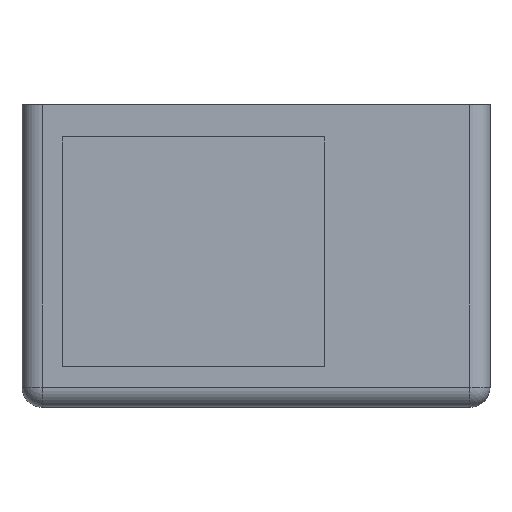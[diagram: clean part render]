
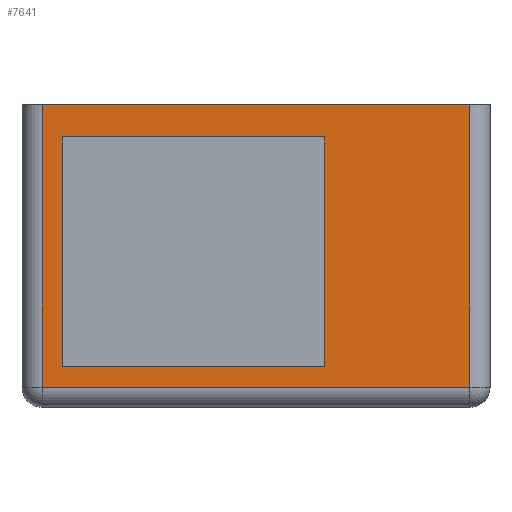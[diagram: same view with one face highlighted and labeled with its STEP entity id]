
A CAD part, left-side view. The second image highlights one B-rep face of the part: STEP entity #7641.
In plain terms, the highlighted planar face has unit normal (-1, 0, 0).
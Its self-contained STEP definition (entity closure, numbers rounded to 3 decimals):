
#2353 = CYLINDRICAL_SURFACE('',#2354,5.);
#2354 = AXIS2_PLACEMENT_3D('',#2355,#2356,#2357);
#2355 = CARTESIAN_POINT('',(0.,106.,0.));
#2356 = DIRECTION('',(0.,0.,1.));
#2357 = DIRECTION('',(0.,-1.,0.));
#2381 = PLANE('',#2382);
#2382 = AXIS2_PLACEMENT_3D('',#2383,#2384,#2385);
#2383 = CARTESIAN_POINT('',(0.,0.,70.));
#2384 = DIRECTION('',(0.,0.,1.));
#2385 = DIRECTION('',(1.,0.,0.));
#3391 = CYLINDRICAL_SURFACE('',#3392,5.);
#3392 = AXIS2_PLACEMENT_3D('',#3393,#3394,#3395);
#3393 = CARTESIAN_POINT('',(0.,0.,0.));
#3394 = DIRECTION('',(0.,0.,1.));
#3395 = DIRECTION('',(0.,1.,0.));
#5367 = VERTEX_POINT('',#5368);
#5368 = CARTESIAN_POINT('',(-5.,106.,70.));
#5394 = EDGE_CURVE('',#5395,#5367,#5397,.T.);
#5395 = VERTEX_POINT('',#5396);
#5396 = CARTESIAN_POINT('',(-5.,106.,0.));
#5397 = SURFACE_CURVE('',#5398,(#5402,#5409),.PCURVE_S1.);
#5398 = LINE('',#5399,#5400);
#5399 = CARTESIAN_POINT('',(-5.,106.,0.));
#5400 = VECTOR('',#5401,1.);
#5401 = DIRECTION('',(0.,0.,1.));
#5402 = PCURVE('',#2353,#5403);
#5403 = DEFINITIONAL_REPRESENTATION('',(#5404),#5408);
#5404 = LINE('',#5405,#5406);
#5405 = CARTESIAN_POINT('',(-1.571,0.));
#5406 = VECTOR('',#5407,1.);
#5407 = DIRECTION('',(-0.,1.));
#5408 = ( GEOMETRIC_REPRESENTATION_CONTEXT(2) 
PARAMETRIC_REPRESENTATION_CONTEXT() REPRESENTATION_CONTEXT('2D SPACE',''
  ) );
#5409 = PCURVE('',#5410,#5415);
#5410 = PLANE('',#5411);
#5411 = AXIS2_PLACEMENT_3D('',#5412,#5413,#5414);
#5412 = CARTESIAN_POINT('',(-5.,0.,0.));
#5413 = DIRECTION('',(1.,0.,0.));
#5414 = DIRECTION('',(0.,0.,1.));
#5415 = DEFINITIONAL_REPRESENTATION('',(#5416),#5420);
#5416 = LINE('',#5417,#5418);
#5417 = CARTESIAN_POINT('',(0.,-106.));
#5418 = VECTOR('',#5419,1.);
#5419 = DIRECTION('',(1.,0.));
#5420 = ( GEOMETRIC_REPRESENTATION_CONTEXT(2) 
PARAMETRIC_REPRESENTATION_CONTEXT() REPRESENTATION_CONTEXT('2D SPACE',''
  ) );
#5595 = EDGE_CURVE('',#5596,#5367,#5598,.T.);
#5596 = VERTEX_POINT('',#5597);
#5597 = CARTESIAN_POINT('',(-5.,0.,70.));
#5598 = SURFACE_CURVE('',#5599,(#5603,#5610),.PCURVE_S1.);
#5599 = LINE('',#5600,#5601);
#5600 = CARTESIAN_POINT('',(-5.,0.,70.));
#5601 = VECTOR('',#5602,1.);
#5602 = DIRECTION('',(0.,1.,0.));
#5603 = PCURVE('',#2381,#5604);
#5604 = DEFINITIONAL_REPRESENTATION('',(#5605),#5609);
#5605 = LINE('',#5606,#5607);
#5606 = CARTESIAN_POINT('',(-5.,0.));
#5607 = VECTOR('',#5608,1.);
#5608 = DIRECTION('',(0.,1.));
#5609 = ( GEOMETRIC_REPRESENTATION_CONTEXT(2) 
PARAMETRIC_REPRESENTATION_CONTEXT() REPRESENTATION_CONTEXT('2D SPACE',''
  ) );
#5610 = PCURVE('',#5410,#5611);
#5611 = DEFINITIONAL_REPRESENTATION('',(#5612),#5616);
#5612 = LINE('',#5613,#5614);
#5613 = CARTESIAN_POINT('',(70.,0.));
#5614 = VECTOR('',#5615,1.);
#5615 = DIRECTION('',(0.,-1.));
#5616 = ( GEOMETRIC_REPRESENTATION_CONTEXT(2) 
PARAMETRIC_REPRESENTATION_CONTEXT() REPRESENTATION_CONTEXT('2D SPACE',''
  ) );
#5948 = PLANE('',#5949);
#5949 = AXIS2_PLACEMENT_3D('',#5950,#5951,#5952);
#5950 = CARTESIAN_POINT('',(32.,101.,5.));
#5951 = DIRECTION('',(0.,0.,1.));
#5952 = DIRECTION('',(0.,-1.,0.));
#5974 = PLANE('',#5975);
#5975 = AXIS2_PLACEMENT_3D('',#5976,#5977,#5978);
#5976 = CARTESIAN_POINT('',(32.,36.,5.));
#5977 = DIRECTION('',(0.,1.,0.));
#5978 = DIRECTION('',(0.,0.,1.));
#6000 = PLANE('',#6001);
#6001 = AXIS2_PLACEMENT_3D('',#6002,#6003,#6004);
#6002 = CARTESIAN_POINT('',(32.,36.,62.));
#6003 = DIRECTION('',(0.,0.,-1.));
#6004 = DIRECTION('',(0.,1.,0.));
#6024 = PLANE('',#6025);
#6025 = AXIS2_PLACEMENT_3D('',#6026,#6027,#6028);
#6026 = CARTESIAN_POINT('',(32.,101.,62.));
#6027 = DIRECTION('',(0.,-1.,0.));
#6028 = DIRECTION('',(0.,0.,-1.));
#6266 = EDGE_CURVE('',#6267,#5596,#6269,.T.);
#6267 = VERTEX_POINT('',#6268);
#6268 = CARTESIAN_POINT('',(-5.,0.,0.));
#6269 = SURFACE_CURVE('',#6270,(#6274,#6281),.PCURVE_S1.);
#6270 = LINE('',#6271,#6272);
#6271 = CARTESIAN_POINT('',(-5.,0.,0.));
#6272 = VECTOR('',#6273,1.);
#6273 = DIRECTION('',(0.,0.,1.));
#6274 = PCURVE('',#3391,#6275);
#6275 = DEFINITIONAL_REPRESENTATION('',(#6276),#6280);
#6276 = LINE('',#6277,#6278);
#6277 = CARTESIAN_POINT('',(1.571,0.));
#6278 = VECTOR('',#6279,1.);
#6279 = DIRECTION('',(0.,1.));
#6280 = ( GEOMETRIC_REPRESENTATION_CONTEXT(2) 
PARAMETRIC_REPRESENTATION_CONTEXT() REPRESENTATION_CONTEXT('2D SPACE',''
  ) );
#6281 = PCURVE('',#5410,#6282);
#6282 = DEFINITIONAL_REPRESENTATION('',(#6283),#6287);
#6283 = LINE('',#6284,#6285);
#6284 = CARTESIAN_POINT('',(0.,0.));
#6285 = VECTOR('',#6286,1.);
#6286 = DIRECTION('',(1.,0.));
#6287 = ( GEOMETRIC_REPRESENTATION_CONTEXT(2) 
PARAMETRIC_REPRESENTATION_CONTEXT() REPRESENTATION_CONTEXT('2D SPACE',''
  ) );
#7641 = ADVANCED_FACE('',(#7642,#7673),#5410,.F.);
#7642 = FACE_BOUND('',#7643,.F.);
#7643 = EDGE_LOOP('',(#7644,#7645,#7646,#7672));
#7644 = ORIENTED_EDGE('',*,*,#5595,.F.);
#7645 = ORIENTED_EDGE('',*,*,#6266,.F.);
#7646 = ORIENTED_EDGE('',*,*,#7647,.T.);
#7647 = EDGE_CURVE('',#6267,#5395,#7648,.T.);
#7648 = SURFACE_CURVE('',#7649,(#7653,#7660),.PCURVE_S1.);
#7649 = LINE('',#7650,#7651);
#7650 = CARTESIAN_POINT('',(-5.,0.,0.));
#7651 = VECTOR('',#7652,1.);
#7652 = DIRECTION('',(0.,1.,0.));
#7653 = PCURVE('',#5410,#7654);
#7654 = DEFINITIONAL_REPRESENTATION('',(#7655),#7659);
#7655 = LINE('',#7656,#7657);
#7656 = CARTESIAN_POINT('',(0.,0.));
#7657 = VECTOR('',#7658,1.);
#7658 = DIRECTION('',(0.,-1.));
#7659 = ( GEOMETRIC_REPRESENTATION_CONTEXT(2) 
PARAMETRIC_REPRESENTATION_CONTEXT() REPRESENTATION_CONTEXT('2D SPACE',''
  ) );
#7660 = PCURVE('',#7661,#7666);
#7661 = CYLINDRICAL_SURFACE('',#7662,5.);
#7662 = AXIS2_PLACEMENT_3D('',#7663,#7664,#7665);
#7663 = CARTESIAN_POINT('',(0.,0.,0.));
#7664 = DIRECTION('',(0.,1.,0.));
#7665 = DIRECTION('',(0.,0.,1.));
#7666 = DEFINITIONAL_REPRESENTATION('',(#7667),#7671);
#7667 = LINE('',#7668,#7669);
#7668 = CARTESIAN_POINT('',(-1.571,0.));
#7669 = VECTOR('',#7670,1.);
#7670 = DIRECTION('',(-0.,1.));
#7671 = ( GEOMETRIC_REPRESENTATION_CONTEXT(2) 
PARAMETRIC_REPRESENTATION_CONTEXT() REPRESENTATION_CONTEXT('2D SPACE',''
  ) );
#7672 = ORIENTED_EDGE('',*,*,#5394,.T.);
#7673 = FACE_BOUND('',#7674,.F.);
#7674 = EDGE_LOOP('',(#7675,#7698,#7719,#7740));
#7675 = ORIENTED_EDGE('',*,*,#7676,.T.);
#7676 = EDGE_CURVE('',#7677,#7679,#7681,.T.);
#7677 = VERTEX_POINT('',#7678);
#7678 = CARTESIAN_POINT('',(-5.,101.,5.));
#7679 = VERTEX_POINT('',#7680);
#7680 = CARTESIAN_POINT('',(-5.,36.,5.));
#7681 = SURFACE_CURVE('',#7682,(#7686,#7692),.PCURVE_S1.);
#7682 = LINE('',#7683,#7684);
#7683 = CARTESIAN_POINT('',(-5.,50.5,5.));
#7684 = VECTOR('',#7685,1.);
#7685 = DIRECTION('',(0.,-1.,0.));
#7686 = PCURVE('',#5410,#7687);
#7687 = DEFINITIONAL_REPRESENTATION('',(#7688),#7691);
#7688 = B_SPLINE_CURVE_WITH_KNOTS('',1,(#7689,#7690),.UNSPECIFIED.,.F.,
  .F.,(2,2),(-57.,21.),.PIECEWISE_BEZIER_KNOTS.);
#7689 = CARTESIAN_POINT('',(5.,-107.5));
#7690 = CARTESIAN_POINT('',(5.,-29.5));
#7691 = ( GEOMETRIC_REPRESENTATION_CONTEXT(2) 
PARAMETRIC_REPRESENTATION_CONTEXT() REPRESENTATION_CONTEXT('2D SPACE',''
  ) );
#7692 = PCURVE('',#5948,#7693);
#7693 = DEFINITIONAL_REPRESENTATION('',(#7694),#7697);
#7694 = B_SPLINE_CURVE_WITH_KNOTS('',1,(#7695,#7696),.UNSPECIFIED.,.F.,
  .F.,(2,2),(-57.,21.),.PIECEWISE_BEZIER_KNOTS.);
#7695 = CARTESIAN_POINT('',(-6.5,-37.));
#7696 = CARTESIAN_POINT('',(71.5,-37.));
#7697 = ( GEOMETRIC_REPRESENTATION_CONTEXT(2) 
PARAMETRIC_REPRESENTATION_CONTEXT() REPRESENTATION_CONTEXT('2D SPACE',''
  ) );
#7698 = ORIENTED_EDGE('',*,*,#7699,.T.);
#7699 = EDGE_CURVE('',#7679,#7700,#7702,.T.);
#7700 = VERTEX_POINT('',#7701);
#7701 = CARTESIAN_POINT('',(-5.,36.,62.));
#7702 = SURFACE_CURVE('',#7703,(#7707,#7713),.PCURVE_S1.);
#7703 = LINE('',#7704,#7705);
#7704 = CARTESIAN_POINT('',(-5.,36.,2.5));
#7705 = VECTOR('',#7706,1.);
#7706 = DIRECTION('',(0.,0.,1.));
#7707 = PCURVE('',#5410,#7708);
#7708 = DEFINITIONAL_REPRESENTATION('',(#7709),#7712);
#7709 = B_SPLINE_CURVE_WITH_KNOTS('',1,(#7710,#7711),.UNSPECIFIED.,.F.,
  .F.,(2,2),(-3.2,65.2),.PIECEWISE_BEZIER_KNOTS.);
#7710 = CARTESIAN_POINT('',(-0.7,-36.));
#7711 = CARTESIAN_POINT('',(67.7,-36.));
#7712 = ( GEOMETRIC_REPRESENTATION_CONTEXT(2) 
PARAMETRIC_REPRESENTATION_CONTEXT() REPRESENTATION_CONTEXT('2D SPACE',''
  ) );
#7713 = PCURVE('',#5974,#7714);
#7714 = DEFINITIONAL_REPRESENTATION('',(#7715),#7718);
#7715 = B_SPLINE_CURVE_WITH_KNOTS('',1,(#7716,#7717),.UNSPECIFIED.,.F.,
  .F.,(2,2),(-3.2,65.2),.PIECEWISE_BEZIER_KNOTS.);
#7716 = CARTESIAN_POINT('',(-5.7,-37.));
#7717 = CARTESIAN_POINT('',(62.7,-37.));
#7718 = ( GEOMETRIC_REPRESENTATION_CONTEXT(2) 
PARAMETRIC_REPRESENTATION_CONTEXT() REPRESENTATION_CONTEXT('2D SPACE',''
  ) );
#7719 = ORIENTED_EDGE('',*,*,#7720,.T.);
#7720 = EDGE_CURVE('',#7700,#7721,#7723,.T.);
#7721 = VERTEX_POINT('',#7722);
#7722 = CARTESIAN_POINT('',(-5.,101.,62.));
#7723 = SURFACE_CURVE('',#7724,(#7728,#7734),.PCURVE_S1.);
#7724 = LINE('',#7725,#7726);
#7725 = CARTESIAN_POINT('',(-5.,18.,62.));
#7726 = VECTOR('',#7727,1.);
#7727 = DIRECTION('',(0.,1.,0.));
#7728 = PCURVE('',#5410,#7729);
#7729 = DEFINITIONAL_REPRESENTATION('',(#7730),#7733);
#7730 = B_SPLINE_CURVE_WITH_KNOTS('',1,(#7731,#7732),.UNSPECIFIED.,.F.,
  .F.,(2,2),(11.5,89.5),.PIECEWISE_BEZIER_KNOTS.);
#7731 = CARTESIAN_POINT('',(62.,-29.5));
#7732 = CARTESIAN_POINT('',(62.,-107.5));
#7733 = ( GEOMETRIC_REPRESENTATION_CONTEXT(2) 
PARAMETRIC_REPRESENTATION_CONTEXT() REPRESENTATION_CONTEXT('2D SPACE',''
  ) );
#7734 = PCURVE('',#6000,#7735);
#7735 = DEFINITIONAL_REPRESENTATION('',(#7736),#7739);
#7736 = B_SPLINE_CURVE_WITH_KNOTS('',1,(#7737,#7738),.UNSPECIFIED.,.F.,
  .F.,(2,2),(11.5,89.5),.PIECEWISE_BEZIER_KNOTS.);
#7737 = CARTESIAN_POINT('',(-6.5,-37.));
#7738 = CARTESIAN_POINT('',(71.5,-37.));
#7739 = ( GEOMETRIC_REPRESENTATION_CONTEXT(2) 
PARAMETRIC_REPRESENTATION_CONTEXT() REPRESENTATION_CONTEXT('2D SPACE',''
  ) );
#7740 = ORIENTED_EDGE('',*,*,#7741,.T.);
#7741 = EDGE_CURVE('',#7721,#7677,#7742,.T.);
#7742 = SURFACE_CURVE('',#7743,(#7747,#7753),.PCURVE_S1.);
#7743 = LINE('',#7744,#7745);
#7744 = CARTESIAN_POINT('',(-5.,101.,31.));
#7745 = VECTOR('',#7746,1.);
#7746 = DIRECTION('',(0.,0.,-1.));
#7747 = PCURVE('',#5410,#7748);
#7748 = DEFINITIONAL_REPRESENTATION('',(#7749),#7752);
#7749 = B_SPLINE_CURVE_WITH_KNOTS('',1,(#7750,#7751),.UNSPECIFIED.,.F.,
  .F.,(2,2),(-36.7,31.7),.PIECEWISE_BEZIER_KNOTS.);
#7750 = CARTESIAN_POINT('',(67.7,-101.));
#7751 = CARTESIAN_POINT('',(-0.7,-101.));
#7752 = ( GEOMETRIC_REPRESENTATION_CONTEXT(2) 
PARAMETRIC_REPRESENTATION_CONTEXT() REPRESENTATION_CONTEXT('2D SPACE',''
  ) );
#7753 = PCURVE('',#6024,#7754);
#7754 = DEFINITIONAL_REPRESENTATION('',(#7755),#7758);
#7755 = B_SPLINE_CURVE_WITH_KNOTS('',1,(#7756,#7757),.UNSPECIFIED.,.F.,
  .F.,(2,2),(-36.7,31.7),.PIECEWISE_BEZIER_KNOTS.);
#7756 = CARTESIAN_POINT('',(-5.7,-37.));
#7757 = CARTESIAN_POINT('',(62.7,-37.));
#7758 = ( GEOMETRIC_REPRESENTATION_CONTEXT(2) 
PARAMETRIC_REPRESENTATION_CONTEXT() REPRESENTATION_CONTEXT('2D SPACE',''
  ) );
